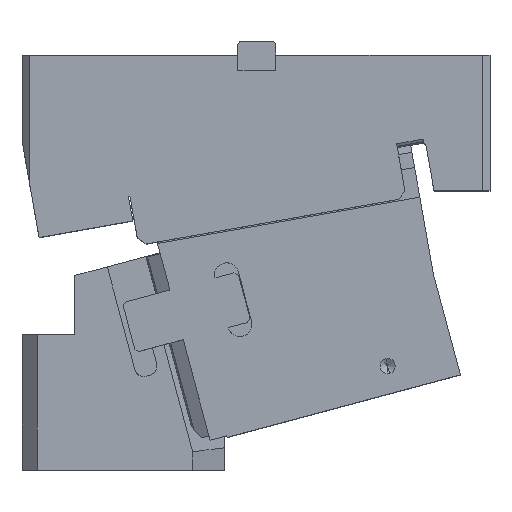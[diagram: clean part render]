
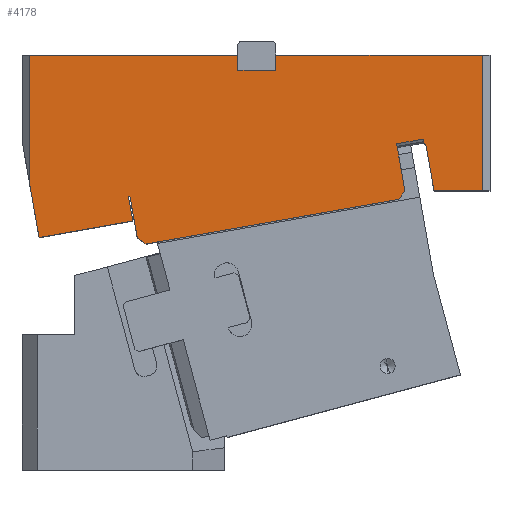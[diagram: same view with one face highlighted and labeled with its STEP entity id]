
A CAD part, top view. The second image highlights one B-rep face of the part: STEP entity #4178.
In plain terms, the highlighted planar face has unit normal (0, 0, 1).
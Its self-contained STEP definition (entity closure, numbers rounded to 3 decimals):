
#57=CARTESIAN_POINT('Line Origine',(1.594,142.315,55.)) ;
#61=CARTESIAN_POINT('Vertex',(3.622,145.211,55.)) ;
#63=CARTESIAN_POINT('Vertex',(-0.434,139.419,55.)) ;
#97=CARTESIAN_POINT('Line Origine',(7.016,177.796,55.)) ;
#101=CARTESIAN_POINT('Vertex',(-1.848,176.233,55.)) ;
#103=CARTESIAN_POINT('Vertex',(15.879,179.359,55.)) ;
#143=CARTESIAN_POINT('Vertex',(-173.643,113.955,55.)) ;
#157=CARTESIAN_POINT('Vertex',(-167.851,109.899,55.)) ;
#160=CARTESIAN_POINT('Line Origine',(-170.747,111.927,55.)) ;
#182=CARTESIAN_POINT('Line Origine',(-84.142,124.659,55.)) ;
#199=CARTESIAN_POINT('Line Origine',(16.184,177.63,55.)) ;
#203=CARTESIAN_POINT('Vertex',(16.489,175.9,55.)) ;
#256=CARTESIAN_POINT('Vertex',(22.953,145.,55.)) ;
#259=CARTESIAN_POINT('Line Origine',(20.213,160.537,55.)) ;
#263=CARTESIAN_POINT('Vertex',(17.473,176.074,55.)) ;
#379=CARTESIAN_POINT('Vertex',(55.,145.,55.)) ;
#382=CARTESIAN_POINT('Line Origine',(38.976,145.,55.)) ;
#562=CARTESIAN_POINT('Vertex',(55.,235.,55.)) ;
#565=CARTESIAN_POINT('Line Origine',(55.,190.,55.)) ;
#595=CARTESIAN_POINT('Vertex',(-82.,235.,55.)) ;
#598=CARTESIAN_POINT('Line Origine',(-13.5,235.,55.)) ;
#752=CARTESIAN_POINT('Vertex',(-82.,225.,55.)) ;
#755=CARTESIAN_POINT('Line Origine',(-82.,230.,55.)) ;
#783=CARTESIAN_POINT('Vertex',(-107.,225.,55.)) ;
#786=CARTESIAN_POINT('Line Origine',(-94.5,225.,55.)) ;
#814=CARTESIAN_POINT('Vertex',(-107.,235.,55.)) ;
#817=CARTESIAN_POINT('Line Origine',(-107.,230.,55.)) ;
#887=CARTESIAN_POINT('Vertex',(-245.,235.,55.)) ;
#890=CARTESIAN_POINT('Line Origine',(-176.,235.,55.)) ;
#1020=CARTESIAN_POINT('Vertex',(-245.,150.078,55.)) ;
#1023=CARTESIAN_POINT('Line Origine',(-245.,192.539,55.)) ;
#1140=CARTESIAN_POINT('Vertex',(-238.668,114.167,55.)) ;
#1143=CARTESIAN_POINT('Line Origine',(-241.834,132.122,55.)) ;
#1268=CARTESIAN_POINT('Vertex',(-176.625,125.106,55.)) ;
#1271=CARTESIAN_POINT('Line Origine',(-207.646,119.636,55.)) ;
#1525=CARTESIAN_POINT('Vertex',(-179.488,141.344,55.)) ;
#1528=CARTESIAN_POINT('Line Origine',(-178.057,133.225,55.)) ;
#4128=CARTESIAN_POINT('Axis2P3D Location',(60.,235.,55.)) ;
#4133=CARTESIAN_POINT('Line Origine',(0.887,160.722,55.)) ;
#4138=CARTESIAN_POINT('Line Origine',(16.981,175.987,55.)) ;
#4143=CARTESIAN_POINT('Line Origine',(-178.996,141.431,55.)) ;
#4147=CARTESIAN_POINT('Vertex',(-178.503,141.518,55.)) ;
#4150=CARTESIAN_POINT('Line Origine',(-176.073,127.736,55.)) ;
#58=DIRECTION('Vector Direction',(-0.574,-0.819,0.)) ;
#98=DIRECTION('Vector Direction',(0.985,0.174,0.)) ;
#161=DIRECTION('Vector Direction',(0.819,-0.574,0.)) ;
#183=DIRECTION('Vector Direction',(-0.985,-0.174,0.)) ;
#200=DIRECTION('Vector Direction',(0.174,-0.985,0.)) ;
#260=DIRECTION('Vector Direction',(-0.174,0.985,0.)) ;
#383=DIRECTION('Vector Direction',(1.,0.,0.)) ;
#566=DIRECTION('Vector Direction',(0.,1.,0.)) ;
#599=DIRECTION('Vector Direction',(-1.,0.,0.)) ;
#756=DIRECTION('Vector Direction',(0.,1.,0.)) ;
#787=DIRECTION('Vector Direction',(1.,0.,0.)) ;
#818=DIRECTION('Vector Direction',(0.,1.,0.)) ;
#891=DIRECTION('Vector Direction',(-1.,0.,0.)) ;
#1024=DIRECTION('Vector Direction',(0.,-1.,0.)) ;
#1144=DIRECTION('Vector Direction',(0.174,-0.985,0.)) ;
#1272=DIRECTION('Vector Direction',(-0.985,-0.174,0.)) ;
#1529=DIRECTION('Vector Direction',(-0.174,0.985,0.)) ;
#4129=DIRECTION('Axis2P3D Direction',(0.,0.,1.)) ;
#4130=DIRECTION('Axis2P3D XDirection',(1.,0.,0.)) ;
#4134=DIRECTION('Vector Direction',(-0.174,0.985,0.)) ;
#4139=DIRECTION('Vector Direction',(-0.985,-0.174,0.)) ;
#4144=DIRECTION('Vector Direction',(-0.985,-0.174,0.)) ;
#4151=DIRECTION('Vector Direction',(-0.174,0.985,0.)) ;
#4131=AXIS2_PLACEMENT_3D('Plane Axis2P3D',#4128,#4129,#4130) ;
#4156=ORIENTED_EDGE('',*,*,#4137,.T.) ;
#4157=ORIENTED_EDGE('',*,*,#105,.T.) ;
#4158=ORIENTED_EDGE('',*,*,#205,.T.) ;
#4159=ORIENTED_EDGE('',*,*,#4142,.F.) ;
#4160=ORIENTED_EDGE('',*,*,#265,.F.) ;
#4161=ORIENTED_EDGE('',*,*,#386,.T.) ;
#4162=ORIENTED_EDGE('',*,*,#569,.T.) ;
#4163=ORIENTED_EDGE('',*,*,#602,.T.) ;
#4164=ORIENTED_EDGE('',*,*,#759,.F.) ;
#4165=ORIENTED_EDGE('',*,*,#790,.F.) ;
#4166=ORIENTED_EDGE('',*,*,#821,.T.) ;
#4167=ORIENTED_EDGE('',*,*,#894,.T.) ;
#4168=ORIENTED_EDGE('',*,*,#1027,.T.) ;
#4169=ORIENTED_EDGE('',*,*,#1147,.T.) ;
#4170=ORIENTED_EDGE('',*,*,#1275,.F.) ;
#4171=ORIENTED_EDGE('',*,*,#1532,.T.) ;
#4172=ORIENTED_EDGE('',*,*,#4149,.F.) ;
#4173=ORIENTED_EDGE('',*,*,#4154,.T.) ;
#4174=ORIENTED_EDGE('',*,*,#164,.T.) ;
#4175=ORIENTED_EDGE('',*,*,#186,.F.) ;
#4176=ORIENTED_EDGE('',*,*,#65,.F.) ;
#59=VECTOR('Line Direction',#58,1.) ;
#99=VECTOR('Line Direction',#98,1.) ;
#162=VECTOR('Line Direction',#161,1.) ;
#184=VECTOR('Line Direction',#183,1.) ;
#201=VECTOR('Line Direction',#200,1.) ;
#261=VECTOR('Line Direction',#260,1.) ;
#384=VECTOR('Line Direction',#383,1.) ;
#567=VECTOR('Line Direction',#566,1.) ;
#600=VECTOR('Line Direction',#599,1.) ;
#757=VECTOR('Line Direction',#756,1.) ;
#788=VECTOR('Line Direction',#787,1.) ;
#819=VECTOR('Line Direction',#818,1.) ;
#892=VECTOR('Line Direction',#891,1.) ;
#1025=VECTOR('Line Direction',#1024,1.) ;
#1145=VECTOR('Line Direction',#1144,1.) ;
#1273=VECTOR('Line Direction',#1272,1.) ;
#1530=VECTOR('Line Direction',#1529,1.) ;
#4135=VECTOR('Line Direction',#4134,1.) ;
#4140=VECTOR('Line Direction',#4139,1.) ;
#4145=VECTOR('Line Direction',#4144,1.) ;
#4152=VECTOR('Line Direction',#4151,1.) ;
#4178=ADVANCED_FACE('CAM HOLDER',(#4177),#4132,.T.) ;
#65=EDGE_CURVE('',#62,#64,#60,.T.) ;
#105=EDGE_CURVE('',#102,#104,#100,.T.) ;
#164=EDGE_CURVE('',#144,#158,#163,.T.) ;
#186=EDGE_CURVE('',#64,#158,#185,.T.) ;
#205=EDGE_CURVE('',#104,#204,#202,.T.) ;
#265=EDGE_CURVE('',#257,#264,#262,.T.) ;
#386=EDGE_CURVE('',#257,#380,#385,.T.) ;
#569=EDGE_CURVE('',#380,#563,#568,.T.) ;
#602=EDGE_CURVE('',#563,#596,#601,.T.) ;
#759=EDGE_CURVE('',#753,#596,#758,.T.) ;
#790=EDGE_CURVE('',#784,#753,#789,.T.) ;
#821=EDGE_CURVE('',#784,#815,#820,.T.) ;
#894=EDGE_CURVE('',#815,#888,#893,.T.) ;
#1027=EDGE_CURVE('',#888,#1021,#1026,.T.) ;
#1147=EDGE_CURVE('',#1021,#1141,#1146,.T.) ;
#1275=EDGE_CURVE('',#1269,#1141,#1274,.T.) ;
#1532=EDGE_CURVE('',#1269,#1526,#1531,.T.) ;
#4137=EDGE_CURVE('',#62,#102,#4136,.T.) ;
#4142=EDGE_CURVE('',#264,#204,#4141,.T.) ;
#4149=EDGE_CURVE('',#4148,#1526,#4146,.T.) ;
#4154=EDGE_CURVE('',#4148,#144,#4153,.F.) ;
#4155=EDGE_LOOP('',(#4156,#4157,#4158,#4159,#4160,#4161,#4162,#4163,#4164,#4165,#4166,#4167,#4168,#4169,#4170,#4171,#4172,#4173,#4174,#4175,#4176)) ;
#4177=FACE_OUTER_BOUND('',#4155,.T.) ;
#60=LINE('Line',#57,#59) ;
#100=LINE('Line',#97,#99) ;
#163=LINE('Line',#160,#162) ;
#185=LINE('Line',#182,#184) ;
#202=LINE('Line',#199,#201) ;
#262=LINE('Line',#259,#261) ;
#385=LINE('Line',#382,#384) ;
#568=LINE('Line',#565,#567) ;
#601=LINE('Line',#598,#600) ;
#758=LINE('Line',#755,#757) ;
#789=LINE('Line',#786,#788) ;
#820=LINE('Line',#817,#819) ;
#893=LINE('Line',#890,#892) ;
#1026=LINE('Line',#1023,#1025) ;
#1146=LINE('Line',#1143,#1145) ;
#1274=LINE('Line',#1271,#1273) ;
#1531=LINE('Line',#1528,#1530) ;
#4136=LINE('Line',#4133,#4135) ;
#4141=LINE('Line',#4138,#4140) ;
#4146=LINE('Line',#4143,#4145) ;
#4153=LINE('Line',#4150,#4152) ;
#4132=PLANE('Plane',#4131) ;
#62=VERTEX_POINT('',#61) ;
#64=VERTEX_POINT('',#63) ;
#102=VERTEX_POINT('',#101) ;
#104=VERTEX_POINT('',#103) ;
#144=VERTEX_POINT('',#143) ;
#158=VERTEX_POINT('',#157) ;
#204=VERTEX_POINT('',#203) ;
#257=VERTEX_POINT('',#256) ;
#264=VERTEX_POINT('',#263) ;
#380=VERTEX_POINT('',#379) ;
#563=VERTEX_POINT('',#562) ;
#596=VERTEX_POINT('',#595) ;
#753=VERTEX_POINT('',#752) ;
#784=VERTEX_POINT('',#783) ;
#815=VERTEX_POINT('',#814) ;
#888=VERTEX_POINT('',#887) ;
#1021=VERTEX_POINT('',#1020) ;
#1141=VERTEX_POINT('',#1140) ;
#1269=VERTEX_POINT('',#1268) ;
#1526=VERTEX_POINT('',#1525) ;
#4148=VERTEX_POINT('',#4147) ;
